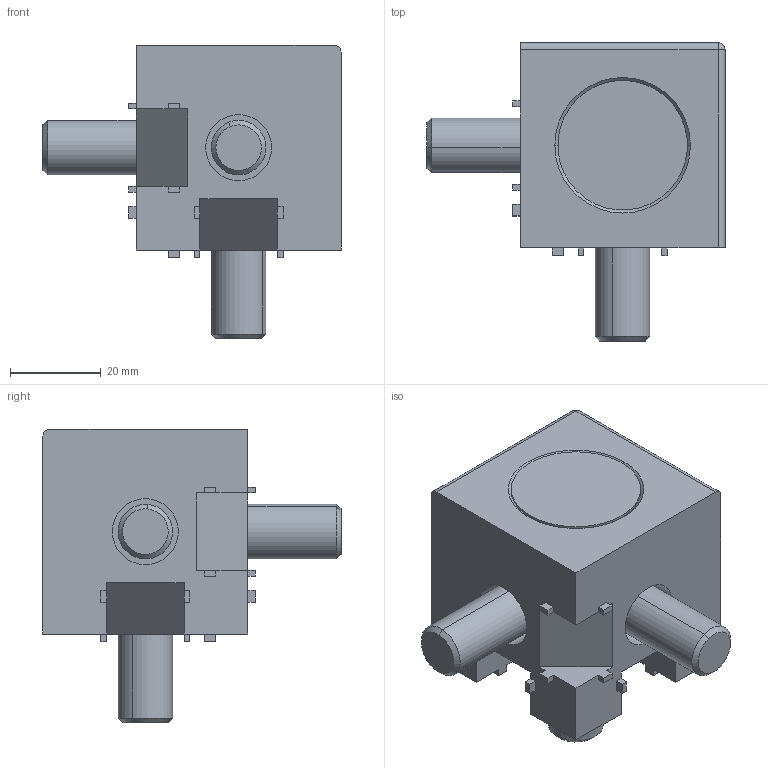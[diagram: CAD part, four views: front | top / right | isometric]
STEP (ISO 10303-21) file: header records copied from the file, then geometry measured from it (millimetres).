
FILE_DESCRIPTION (( 'STEP AP214' ), '1' );
FILE_NAME ('SNSD.30.51.58. 3-õ ñòîðîííèé ñîåäèíèòåëü 45õ45, ïàç 10(E51).STEP', '2014-12-08T12:51:07', ( 'XTreme.ws' ), ( 'XTreme.ws' ), 'SwSTEP 2.0', 'SolidWorks 2014', '' );
FILE_SCHEMA (( 'AUTOMOTIVE_DESIGN' ));
Length unit declared in the file: millimetre
Products named in the file (4): SNSD.30.51.58. 青汶篪赅(E51)_00; SNSD.30.51.58. 鍔錓(E51)_00; SNSD.30.51.58. 3-õ ñòîðîííèé ñîåäèíèòåëü 45õ45, ïàç 10(E51)_00; SNSD.30.51.58. 3-õ ñòîðîííèé ñîåäèíèòåëü 45õ45, ïàç 10(E51)
Assembly tree (7 placements, depth 2):
  SNSD.30.51.58. 3-õ ñòîðîííèé ñîåäèíèòåëü 45õ45, ïàç 10(E51)
    SNSD.30.51.58. 3-õ ñòîðîííèé ñîåäèíèòåëü 45õ45, ïàç 10(E51)_00
    SNSD.30.51.58. 鍔錓(E51)_00  x3
    SNSD.30.51.58. 青汶篪赅(E51)_00  x3
Bounding box: 65.5 x 65.5 x 64.5 mm (x, y, z)
Volume: 65166.2 mm3; surface area: 26684.2 mm2
Topology: 7 solids, 7 shells, 322 faces, 858 edges, 561 vertices
Faces by surface type: plane 193, cylinder 104, cone 18, torus 6, sphere 1
Entity records: 5771 total; most frequent: CARTESIAN_POINT 1166, ORIENTED_EDGE 934, DIRECTION 913, EDGE_CURVE 467, VECTOR 345, LINE 345, VERTEX_POINT 305, AXIS2_PLACEMENT_3D 284
